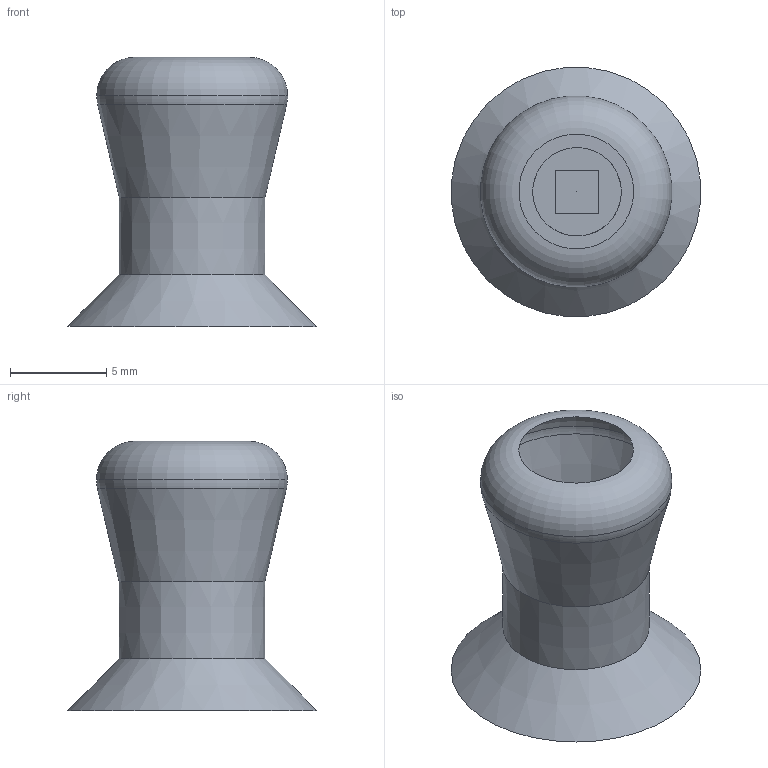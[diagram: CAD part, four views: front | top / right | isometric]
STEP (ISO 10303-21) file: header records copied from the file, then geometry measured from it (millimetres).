
FILE_DESCRIPTION(('HOOPS Exchange Step'),'2;1');
FILE_NAME('temp_export','2021-12-23T11:06:55-08:00',('ngeorge'),('Shapr3D Limited'),'HOOPS Exchange 2021.2','Shapr3D','Authorized');
FILE_SCHEMA( ('AP203_CONFIGURATION_CONTROLLED_3D_DESIGN_OF_MECHANICAL_PARTS_AND_ASSEMBLIES_MIM_LF') );
Length unit declared in the file: millimetre
Products named in the file (1): TOGGLE
Bounding box: 12.95 x 12.95 x 14.02 mm (x, y, z)
Volume: 849.8 mm3; surface area: 641.6 mm2
Topology: 1 solids, 1 shells, 15 faces, 38 edges, 25 vertices
Faces by surface type: plane 6, cone 6, torus 2, cylinder 1
Full cylindrical faces by diameter (mm): 4.6 x1
Entity records: 751 total; most frequent: CARTESIAN_POINT 357, DIRECTION 81, ORIENTED_EDGE 74, EDGE_CURVE 37, AXIS2_PLACEMENT_3D 31, VERTEX_POINT 25, VECTOR 19, LINE 19
